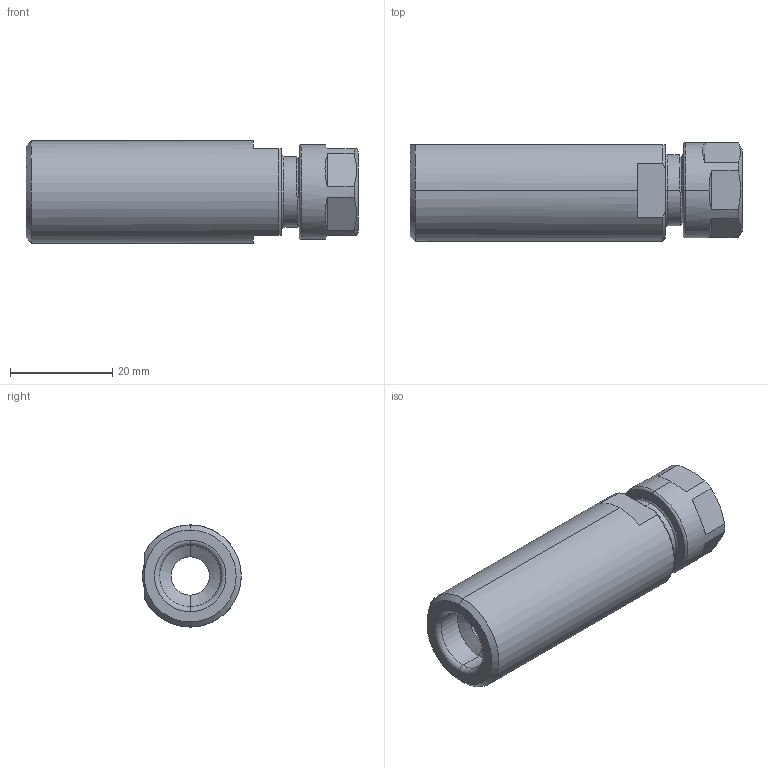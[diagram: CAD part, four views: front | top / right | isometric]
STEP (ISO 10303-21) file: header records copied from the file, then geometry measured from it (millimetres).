
FILE_DESCRIPTION (( 'STEP AP203' ), '1' );
FILE_NAME ('120.02.A.07.STEP', '2016-11-28T09:53:09', ( '' ), ( '' ), 'SwSTEP 2.0', 'SolidWorks 2012', '' );
FILE_SCHEMA (( 'CONFIG_CONTROL_DESIGN' ));
Length unit declared in the file: millimetre
Products named in the file (3): 120.02.A.07; 111.02.07_ER11螺帽(六角)
Assembly tree (2 placements, depth 2):
  120.02.A.07
    120.02.A.07
    111.02.07_ER11螺帽(六角)
Bounding box: 65 x 19.3 x 20 mm (x, y, z)
Volume: 14679 mm3; surface area: 7533 mm2
Topology: 2 solids, 2 shells, 140 faces, 364 edges, 230 vertices
Faces by surface type: cylinder 57, torus 31, plane 27, cone 16, bspline 9
Entity records: 9930 total; most frequent: CARTESIAN_POINT 6399, ORIENTED_EDGE 728, DIRECTION 643, EDGE_CURVE 364, AXIS2_PLACEMENT_3D 272, VERTEX_POINT 230, EDGE_LOOP 146, ADVANCED_FACE 140
